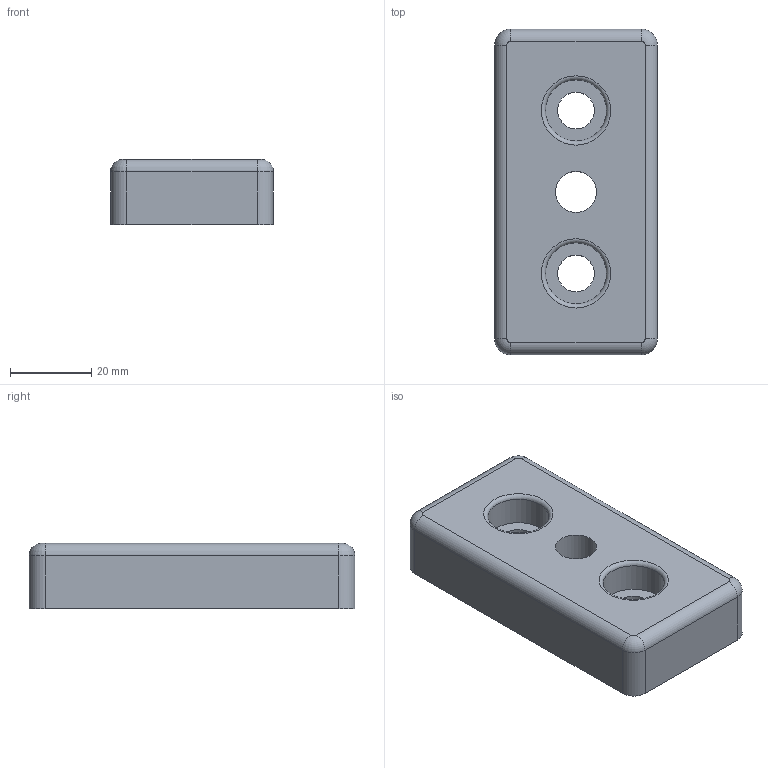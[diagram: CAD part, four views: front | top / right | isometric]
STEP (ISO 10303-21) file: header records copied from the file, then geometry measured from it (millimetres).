
FILE_DESCRIPTION(/* description */ ('STEP AP214'),/* implementation_level */ '2;1');
FILE_NAME(/* name */ '093T40801208S',/* time_stamp */ '2022-08-10T14:53:16+02:00',/* author */ ('License CC BY-ND 4.0'),/* organization */ ('CADENAS'),/* preprocessor_version */ 'ST-DEVELOPER v18.102',/* originating_system */ 'PARTsolutions',/* authorisation */ ' ');
FILE_SCHEMA (('AUTOMOTIVE_DESIGN {1 0 10303 214 3 1 1}'));
Length unit declared in the file: millimetre
Products named in the file (1): 093T40801208S
Bounding box: 40 x 80 x 16 mm (x, y, z)
Volume: 31776.5 mm3; surface area: 16143.9 mm2
Topology: 1 solids, 1 shells, 113 faces, 294 edges, 193 vertices
Faces by surface type: cylinder 63, plane 44, torus 6
Full cylindrical faces by diameter (mm): 9 x2, 10.106 x1, 15 x2
Entity records: 3506 total; most frequent: DIRECTION 646, CARTESIAN_POINT 592, ORIENTED_EDGE 572, EDGE_CURVE 286, AXIS2_PLACEMENT_3D 246, VERTEX_POINT 192, LINE 154, VECTOR 154
